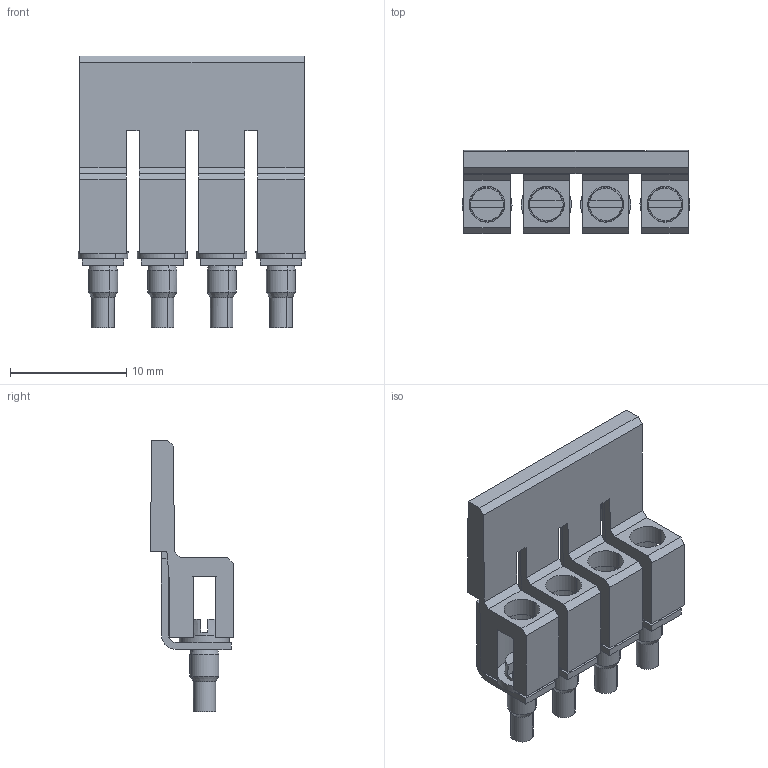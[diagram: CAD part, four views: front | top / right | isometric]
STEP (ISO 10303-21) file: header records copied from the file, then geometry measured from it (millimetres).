
FILE_DESCRIPTION(('CATIA V5 STEP Exchange','CAx-IF Rec.Pracs.--- Model Styling and Organization---1.5--- 2016-08-15','CAx-IF Rec.Pracs.---Supplemental Geometry---1.0---2011-11-01','CAx-IF Rec.Pracs.--- Composite Materials ---1.1---2010-07-15'),'2;1');
FILE_NAME ('004724-6_0', '2025-09-19T07:19:38+00:00', ('none'), ('Weidmueller'), 'CATIA Version 5-6 Release 2024 SP4', 'CATIA V5 STEP AP214 v3', 'none');
FILE_SCHEMA(('AUTOMOTIVE_DESIGN { 1 0 10303 214 1 1 1 1 }'));
Length unit declared in the file: millimetre
Products named in the file (1): 1053860000
Bounding box: 19.6 x 7.13 x 23.36 mm (x, y, z)
Volume: 874.8 mm3; surface area: 2340.7 mm2
Topology: 2 solids, 2 shells, 202 faces, 559 edges, 369 vertices
Faces by surface type: plane 130, cylinder 48, cone 24
Entity records: 5833 total; most frequent: CARTESIAN_POINT 1129, ORIENTED_EDGE 1118, DIRECTION 711, EDGE_CURVE 559, VECTOR 391, LINE 391, VERTEX_POINT 369, AXIS2_PLACEMENT_3D 233
